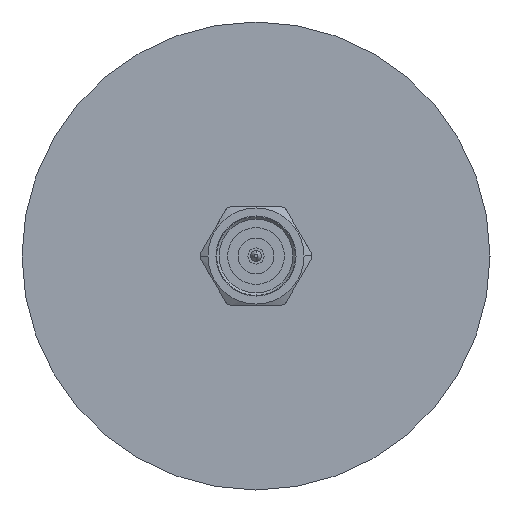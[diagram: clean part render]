
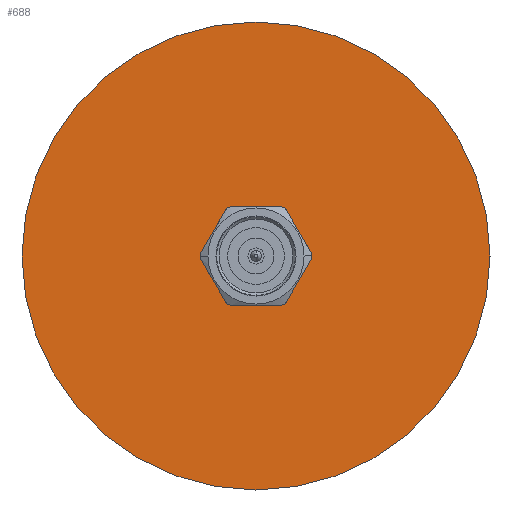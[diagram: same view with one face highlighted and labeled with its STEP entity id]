
A CAD part, left-side view. The second image highlights one B-rep face of the part: STEP entity #688.
In plain terms, the highlighted planar face has unit normal (-1, 0, 0).
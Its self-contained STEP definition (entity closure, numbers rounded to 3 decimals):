
#169 = FACE_BOUND ( 'NONE', #1675, .T. ) ;
#218 = AXIS2_PLACEMENT_3D ( 'NONE', #738, #3074, #762 ) ;
#266 = DIRECTION ( 'NONE',  ( -1., 0., 0. ) ) ;
#400 = VERTEX_POINT ( 'NONE', #3913 ) ;
#436 = EDGE_CURVE ( 'NONE', #400, #2380, #1237, .T. ) ;
#688 = ADVANCED_FACE ( 'NONE', ( #2224, #169 ), #3199, .T. ) ;
#738 = CARTESIAN_POINT ( 'NONE',  ( 32.138, 35.358, 0. ) ) ;
#762 = DIRECTION ( 'NONE',  ( 0., -1., 0. ) ) ;
#961 = CIRCLE ( 'NONE', #218, 19. ) ;
#969 = DIRECTION ( 'NONE',  ( 0., -1., 0. ) ) ;
#990 = DIRECTION ( 'NONE',  ( -1., 0., 0. ) ) ;
#1040 = CIRCLE ( 'NONE', #1110, 2.7 ) ;
#1110 = AXIS2_PLACEMENT_3D ( 'NONE', #3873, #3212, #1572 ) ;
#1237 = CIRCLE ( 'NONE', #3377, 2.7 ) ;
#1280 = VERTEX_POINT ( 'NONE', #3334 ) ;
#1524 = EDGE_CURVE ( 'NONE', #3387, #1280, #3606, .T. ) ;
#1572 = DIRECTION ( 'NONE',  ( 0., -1., 0. ) ) ;
#1609 = DIRECTION ( 'NONE',  ( 0., -1., 0. ) ) ;
#1675 = EDGE_LOOP ( 'NONE', ( #2865, #2293 ) ) ;
#1802 = CARTESIAN_POINT ( 'NONE',  ( 32.138, 16.358, 0. ) ) ;
#1854 = ORIENTED_EDGE ( 'NONE', *, *, #1524, .T. ) ;
#1869 = CARTESIAN_POINT ( 'NONE',  ( 32.138, 32.658, 0. ) ) ;
#1919 = EDGE_CURVE ( 'NONE', #2380, #400, #1040, .T. ) ;
#1934 = DIRECTION ( 'NONE',  ( -1., 0., 0. ) ) ;
#2224 = FACE_OUTER_BOUND ( 'NONE', #2322, .T. ) ;
#2293 = ORIENTED_EDGE ( 'NONE', *, *, #436, .F. ) ;
#2322 = EDGE_LOOP ( 'NONE', ( #1854, #4138 ) ) ;
#2380 = VERTEX_POINT ( 'NONE', #1869 ) ;
#2589 = CARTESIAN_POINT ( 'NONE',  ( 32.138, 35.358, 0. ) ) ;
#2755 = AXIS2_PLACEMENT_3D ( 'NONE', #4198, #266, #3563 ) ;
#2865 = ORIENTED_EDGE ( 'NONE', *, *, #1919, .F. ) ;
#3074 = DIRECTION ( 'NONE',  ( -1., 0., 0. ) ) ;
#3199 = PLANE ( 'NONE',  #2755 ) ;
#3212 = DIRECTION ( 'NONE',  ( -1., 0., 0. ) ) ;
#3223 = CARTESIAN_POINT ( 'NONE',  ( 32.138, 35.358, 0. ) ) ;
#3298 = EDGE_CURVE ( 'NONE', #1280, #3387, #961, .T. ) ;
#3334 = CARTESIAN_POINT ( 'NONE',  ( 32.138, 54.358, 0. ) ) ;
#3377 = AXIS2_PLACEMENT_3D ( 'NONE', #2589, #1934, #1609 ) ;
#3387 = VERTEX_POINT ( 'NONE', #1802 ) ;
#3563 = DIRECTION ( 'NONE',  ( 0., 1., 0. ) ) ;
#3606 = CIRCLE ( 'NONE', #3808, 19. ) ;
#3808 = AXIS2_PLACEMENT_3D ( 'NONE', #3223, #990, #969 ) ;
#3873 = CARTESIAN_POINT ( 'NONE',  ( 32.138, 35.358, 0. ) ) ;
#3913 = CARTESIAN_POINT ( 'NONE',  ( 32.138, 38.058, 0. ) ) ;
#4138 = ORIENTED_EDGE ( 'NONE', *, *, #3298, .T. ) ;
#4198 = CARTESIAN_POINT ( 'NONE',  ( 32.138, 16.358, 0. ) ) ;
